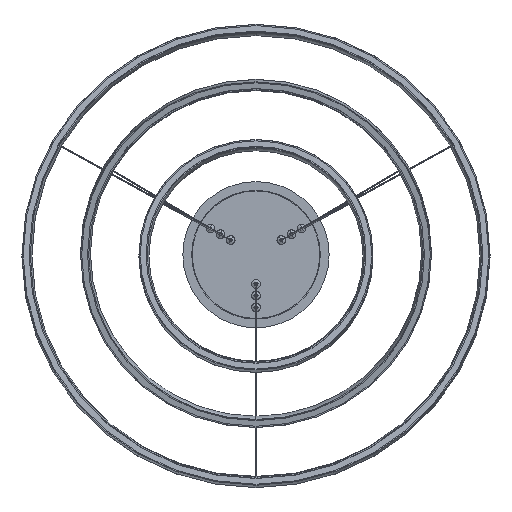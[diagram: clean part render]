
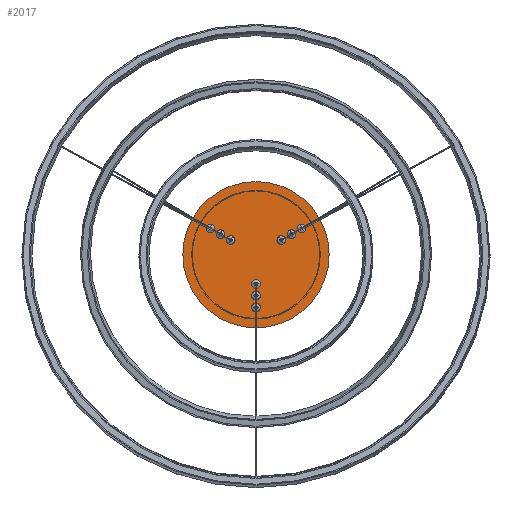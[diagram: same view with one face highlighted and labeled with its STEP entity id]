
A CAD part, front view. The second image highlights one B-rep face of the part: STEP entity #2017.
In plain terms, the highlighted planar face has unit normal (0, -1, 0).
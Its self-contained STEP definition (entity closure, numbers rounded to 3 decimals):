
#40=CARTESIAN_POINT('',(0.,0.,0.));
#41=DIRECTION('',(0.,-1.,0.));
#42=DIRECTION('',(-1.,0.,0.));
#43=AXIS2_PLACEMENT_3D('',#40,#41,#42);
#45=CARTESIAN_POINT('',(0.,0.,0.));
#46=DIRECTION('',(0.,1.,0.));
#47=DIRECTION('',(-1.,0.,0.));
#48=AXIS2_PLACEMENT_3D('',#45,#46,#47);
#1615=CARTESIAN_POINT('',(-125.,0.,0.));
#1617=VERTEX_POINT('',#1615);
#1619=CARTESIAN_POINT('',(125.,0.,0.));
#1621=VERTEX_POINT('',#1619);
#2008=CARTESIAN_POINT('',(0.,0.,0.));
#2009=DIRECTION('',(0.,1.,0.));
#2010=DIRECTION('',(1.,0.,0.));
#2011=AXIS2_PLACEMENT_3D('',#2008,#2009,#2010);
#2012=PLANE('',#2011);
#2013=ORIENTED_EDGE('',*,*,#1987,.F.);
#2014=ORIENTED_EDGE('',*,*,#2003,.T.);
#2015=EDGE_LOOP('',(#2013,#2014));
#2016=FACE_OUTER_BOUND('',#2015,.F.);
#2017=ADVANCED_FACE('',(#2016),#2012,.F.);
#44=CIRCLE('',#43,125.);
#49=CIRCLE('',#48,125.);
#1987=EDGE_CURVE('',#1617,#1621,#44,.T.);
#2003=EDGE_CURVE('',#1617,#1621,#49,.T.);
